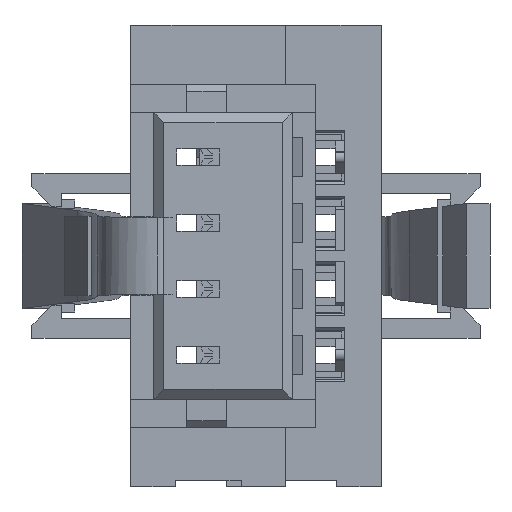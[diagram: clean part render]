
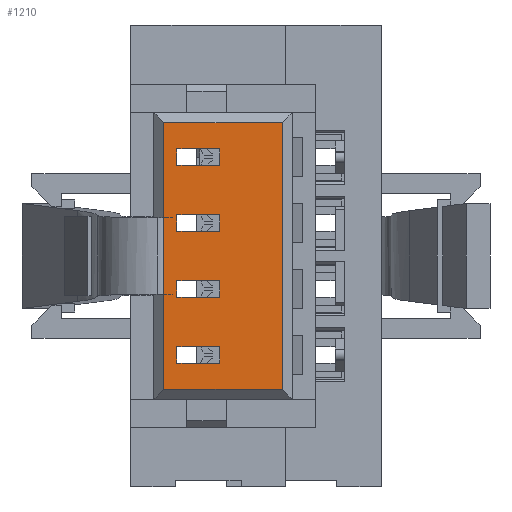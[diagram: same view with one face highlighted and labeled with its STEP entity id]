
A CAD part, left-side view. The second image highlights one B-rep face of the part: STEP entity #1210.
In plain terms, the highlighted face is planar.
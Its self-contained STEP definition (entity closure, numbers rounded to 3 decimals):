
#1210 = ADVANCED_FACE( '', ( #2829, #2830, #2831, #2832, #2833 ), #2834, .T. );
#2829 = FACE_BOUND( '', #4898, .T. );
#2830 = FACE_BOUND( '', #4899, .T. );
#2831 = FACE_BOUND( '', #4900, .T. );
#2832 = FACE_BOUND( '', #4901, .T. );
#2833 = FACE_OUTER_BOUND( '', #4902, .T. );
#2834 = PLANE( '', #4903 );
#4898 = EDGE_LOOP( '', ( #8263, #8264, #8265, #8266 ) );
#4899 = EDGE_LOOP( '', ( #8267, #8268, #8269, #8270 ) );
#4900 = EDGE_LOOP( '', ( #8271, #8272, #8273, #8274 ) );
#4901 = EDGE_LOOP( '', ( #8275, #8276, #8277, #8278 ) );
#4902 = EDGE_LOOP( '', ( #8279, #8280, #8281, #8282 ) );
#4903 = AXIS2_PLACEMENT_3D( '', #8283, #8284, #8285 );
#8263 = ORIENTED_EDGE( '', *, *, #13059, .F. );
#8264 = ORIENTED_EDGE( '', *, *, #14093, .F. );
#8265 = ORIENTED_EDGE( '', *, *, #14094, .F. );
#8266 = ORIENTED_EDGE( '', *, *, #14095, .F. );
#8267 = ORIENTED_EDGE( '', *, *, #14096, .F. );
#8268 = ORIENTED_EDGE( '', *, *, #14097, .F. );
#8269 = ORIENTED_EDGE( '', *, *, #14098, .F. );
#8270 = ORIENTED_EDGE( '', *, *, #14099, .F. );
#8271 = ORIENTED_EDGE( '', *, *, #14100, .F. );
#8272 = ORIENTED_EDGE( '', *, *, #13583, .F. );
#8273 = ORIENTED_EDGE( '', *, *, #14101, .F. );
#8274 = ORIENTED_EDGE( '', *, *, #14102, .F. );
#8275 = ORIENTED_EDGE( '', *, *, #14103, .F. );
#8276 = ORIENTED_EDGE( '', *, *, #13412, .F. );
#8277 = ORIENTED_EDGE( '', *, *, #13106, .F. );
#8278 = ORIENTED_EDGE( '', *, *, #14104, .F. );
#8279 = ORIENTED_EDGE( '', *, *, #13526, .F. );
#8280 = ORIENTED_EDGE( '', *, *, #14105, .F. );
#8281 = ORIENTED_EDGE( '', *, *, #14106, .T. );
#8282 = ORIENTED_EDGE( '', *, *, #13521, .T. );
#8283 = CARTESIAN_POINT( '', ( 0., 5., 0. ) );
#8284 = DIRECTION( '', ( 0., 1., 0. ) );
#8285 = DIRECTION( '', ( 0., 0., 1. ) );
#13059 = EDGE_CURVE( '', #15790, #15785, #15792, .T. );
#13106 = EDGE_CURVE( '', #15874, #15869, #15876, .T. );
#13412 = EDGE_CURVE( '', #15869, #16423, #16424, .T. );
#13521 = EDGE_CURVE( '', #16602, #16600, #16603, .T. );
#13526 = EDGE_CURVE( '', #16608, #16600, #16610, .T. );
#13583 = EDGE_CURVE( '', #16708, #16710, #16711, .T. );
#14093 = EDGE_CURVE( '', #17539, #15790, #17540, .T. );
#14094 = EDGE_CURVE( '', #17541, #17539, #17542, .T. );
#14095 = EDGE_CURVE( '', #15785, #17541, #17543, .T. );
#14096 = EDGE_CURVE( '', #17544, #17545, #17546, .T. );
#14097 = EDGE_CURVE( '', #17547, #17544, #17548, .T. );
#14098 = EDGE_CURVE( '', #17549, #17547, #17550, .T. );
#14099 = EDGE_CURVE( '', #17545, #17549, #17551, .T. );
#14100 = EDGE_CURVE( '', #16710, #17552, #17553, .T. );
#14101 = EDGE_CURVE( '', #17554, #16708, #17555, .T. );
#14102 = EDGE_CURVE( '', #17552, #17554, #17556, .T. );
#14103 = EDGE_CURVE( '', #16423, #17557, #17558, .T. );
#14104 = EDGE_CURVE( '', #17557, #15874, #17559, .T. );
#14105 = EDGE_CURVE( '', #17560, #16608, #17561, .T. );
#14106 = EDGE_CURVE( '', #17560, #16602, #17562, .T. );
#15785 = VERTEX_POINT( '', #19760 );
#15790 = VERTEX_POINT( '', #19767 );
#15792 = LINE( '', #19770, #19771 );
#15869 = VERTEX_POINT( '', #19879 );
#15874 = VERTEX_POINT( '', #19886 );
#15876 = LINE( '', #19889, #19890 );
#16423 = VERTEX_POINT( '', #20635 );
#16424 = LINE( '', #20636, #20637 );
#16600 = VERTEX_POINT( '', #20887 );
#16602 = VERTEX_POINT( '', #20890 );
#16603 = LINE( '', #20891, #20892 );
#16608 = VERTEX_POINT( '', #20899 );
#16610 = LINE( '', #20902, #20903 );
#16708 = VERTEX_POINT( '', #21041 );
#16710 = VERTEX_POINT( '', #21044 );
#16711 = LINE( '', #21045, #21046 );
#17539 = VERTEX_POINT( '', #22209 );
#17540 = LINE( '', #22210, #22211 );
#17541 = VERTEX_POINT( '', #22212 );
#17542 = LINE( '', #22213, #22214 );
#17543 = LINE( '', #22215, #22216 );
#17544 = VERTEX_POINT( '', #22217 );
#17545 = VERTEX_POINT( '', #22218 );
#17546 = LINE( '', #22219, #22220 );
#17547 = VERTEX_POINT( '', #22221 );
#17548 = LINE( '', #22222, #22223 );
#17549 = VERTEX_POINT( '', #22224 );
#17550 = LINE( '', #22225, #22226 );
#17551 = LINE( '', #22227, #22228 );
#17552 = VERTEX_POINT( '', #22229 );
#17553 = LINE( '', #22230, #22231 );
#17554 = VERTEX_POINT( '', #22232 );
#17555 = LINE( '', #22233, #22234 );
#17556 = LINE( '', #22235, #22236 );
#17557 = VERTEX_POINT( '', #22237 );
#17558 = LINE( '', #22238, #22239 );
#17559 = LINE( '', #22240, #22241 );
#17560 = VERTEX_POINT( '', #22242 );
#17561 = LINE( '', #22243, #22244 );
#17562 = LINE( '', #22245, #22246 );
#19760 = CARTESIAN_POINT( '', ( -1.625, 5., -0.05 ) );
#19767 = CARTESIAN_POINT( '', ( -1.625, 5., -0.7 ) );
#19770 = CARTESIAN_POINT( '', ( -1.625, 5., -0.7 ) );
#19771 = VECTOR( '', #25062, 1000. );
#19879 = CARTESIAN_POINT( '', ( 1.625, 5., -0.7 ) );
#19886 = CARTESIAN_POINT( '', ( 1.625, 5., -0.05 ) );
#19889 = CARTESIAN_POINT( '', ( 1.625, 5., -0.05 ) );
#19890 = VECTOR( '', #25106, 1000. );
#20635 = CARTESIAN_POINT( '', ( 1.375, 5., -0.7 ) );
#20636 = CARTESIAN_POINT( '', ( 1.625, 5., -0.7 ) );
#20637 = VECTOR( '', #25500, 1000. );
#20887 = CARTESIAN_POINT( '', ( -2.025, 5., -0.9 ) );
#20890 = CARTESIAN_POINT( '', ( 2.025, 5., -0.9 ) );
#20891 = CARTESIAN_POINT( '', ( 4., 5., -0.9 ) );
#20892 = VECTOR( '', #25609, 1000. );
#20899 = CARTESIAN_POINT( '', ( -2.025, 5., 0.9 ) );
#20902 = CARTESIAN_POINT( '', ( -2.025, 5., 2. ) );
#20903 = VECTOR( '', #25613, 1000. );
#21041 = CARTESIAN_POINT( '', ( 0.625, 5., -0.7 ) );
#21044 = CARTESIAN_POINT( '', ( 0.375, 5., -0.7 ) );
#21045 = CARTESIAN_POINT( '', ( 0.625, 5., -0.7 ) );
#21046 = VECTOR( '', #25673, 1000. );
#22209 = CARTESIAN_POINT( '', ( -1.375, 5., -0.7 ) );
#22210 = CARTESIAN_POINT( '', ( -1.375, 5., -0.7 ) );
#22211 = VECTOR( '', #26216, 1000. );
#22212 = CARTESIAN_POINT( '', ( -1.375, 5., -0.05 ) );
#22213 = CARTESIAN_POINT( '', ( -1.375, 5., -0.05 ) );
#22214 = VECTOR( '', #26217, 1000. );
#22215 = CARTESIAN_POINT( '', ( -1.625, 5., -0.05 ) );
#22216 = VECTOR( '', #26218, 1000. );
#22217 = CARTESIAN_POINT( '', ( -0.625, 5., -0.7 ) );
#22218 = CARTESIAN_POINT( '', ( -0.625, 5., -0.05 ) );
#22219 = CARTESIAN_POINT( '', ( -0.625, 5., -0.7 ) );
#22220 = VECTOR( '', #26219, 1000. );
#22221 = CARTESIAN_POINT( '', ( -0.375, 5., -0.7 ) );
#22222 = CARTESIAN_POINT( '', ( -0.375, 5., -0.7 ) );
#22223 = VECTOR( '', #26220, 1000. );
#22224 = CARTESIAN_POINT( '', ( -0.375, 5., -0.05 ) );
#22225 = CARTESIAN_POINT( '', ( -0.375, 5., -0.05 ) );
#22226 = VECTOR( '', #26221, 1000. );
#22227 = CARTESIAN_POINT( '', ( -0.625, 5., -0.05 ) );
#22228 = VECTOR( '', #26222, 1000. );
#22229 = CARTESIAN_POINT( '', ( 0.375, 5., -0.05 ) );
#22230 = CARTESIAN_POINT( '', ( 0.375, 5., -0.7 ) );
#22231 = VECTOR( '', #26223, 1000. );
#22232 = CARTESIAN_POINT( '', ( 0.625, 5., -0.05 ) );
#22233 = CARTESIAN_POINT( '', ( 0.625, 5., -0.05 ) );
#22234 = VECTOR( '', #26224, 1000. );
#22235 = CARTESIAN_POINT( '', ( 0.375, 5., -0.05 ) );
#22236 = VECTOR( '', #26225, 1000. );
#22237 = CARTESIAN_POINT( '', ( 1.375, 5., -0.05 ) );
#22238 = CARTESIAN_POINT( '', ( 1.375, 5., -0.7 ) );
#22239 = VECTOR( '', #26226, 1000. );
#22240 = CARTESIAN_POINT( '', ( 1.375, 5., -0.05 ) );
#22241 = VECTOR( '', #26227, 1000. );
#22242 = CARTESIAN_POINT( '', ( 2.025, 5., 0.9 ) );
#22243 = CARTESIAN_POINT( '', ( 4., 5., 0.9 ) );
#22244 = VECTOR( '', #26228, 1000. );
#22245 = CARTESIAN_POINT( '', ( 2.025, 5., 2. ) );
#22246 = VECTOR( '', #26229, 1000. );
#25062 = DIRECTION( '', ( 0., 0., 1. ) );
#25106 = DIRECTION( '', ( 0., 0., -1. ) );
#25500 = DIRECTION( '', ( -1., 0., 0. ) );
#25609 = DIRECTION( '', ( -1., 0., 0. ) );
#25613 = DIRECTION( '', ( 0., 0., -1. ) );
#25673 = DIRECTION( '', ( -1., 0., 0. ) );
#26216 = DIRECTION( '', ( -1., 0., 0. ) );
#26217 = DIRECTION( '', ( 0., 0., -1. ) );
#26218 = DIRECTION( '', ( 1., 0., 0. ) );
#26219 = DIRECTION( '', ( 0., 0., 1. ) );
#26220 = DIRECTION( '', ( -1., 0., 0. ) );
#26221 = DIRECTION( '', ( 0., 0., -1. ) );
#26222 = DIRECTION( '', ( 1., 0., 0. ) );
#26223 = DIRECTION( '', ( 0., 0., 1. ) );
#26224 = DIRECTION( '', ( 0., 0., -1. ) );
#26225 = DIRECTION( '', ( 1., 0., 0. ) );
#26226 = DIRECTION( '', ( 0., 0., 1. ) );
#26227 = DIRECTION( '', ( 1., 0., 0. ) );
#26228 = DIRECTION( '', ( -1., 0., 0. ) );
#26229 = DIRECTION( '', ( 0., 0., -1. ) );
